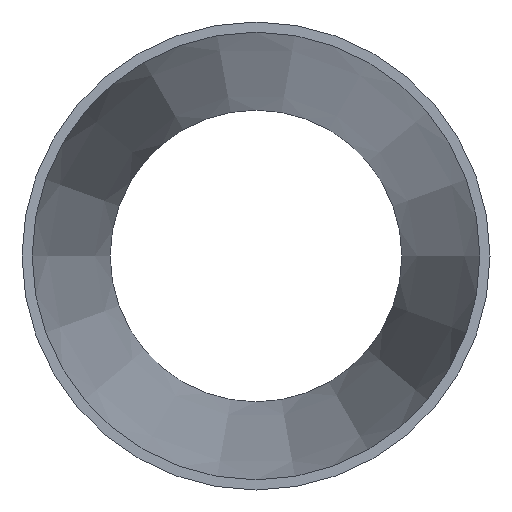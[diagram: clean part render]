
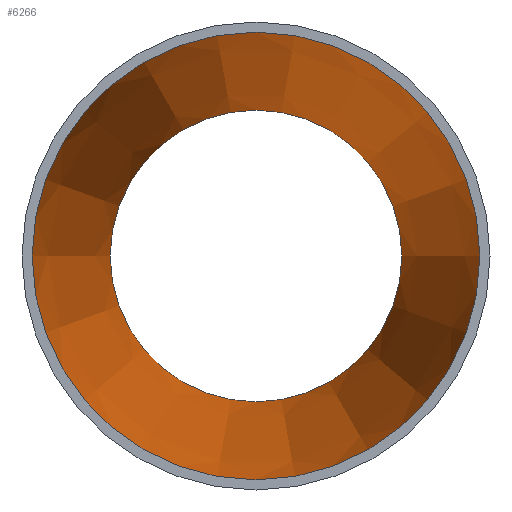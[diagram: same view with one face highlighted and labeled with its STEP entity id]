
A CAD part, left-side view. The second image highlights one B-rep face of the part: STEP entity #6266.
In plain terms, the highlighted conical face has half-angle 7.125 degrees and reference radius 30.099 mm.
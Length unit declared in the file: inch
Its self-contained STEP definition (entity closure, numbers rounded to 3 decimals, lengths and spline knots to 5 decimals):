
#89=FACE_BOUND('',#1117,.T.);
#742=FACE_OUTER_BOUND('',#1116,.T.);
#1116=EDGE_LOOP('',(#5864));
#1117=EDGE_LOOP('',(#5865));
#2445=CIRCLE('',#6595,0.935);
#2446=CIRCLE('',#6597,1.435);
#3069=VERTEX_POINT('',#13928);
#3070=VERTEX_POINT('',#13931);
#4003=EDGE_CURVE('',#3069,#3069,#2445,.T.);
#4004=EDGE_CURVE('',#3070,#3070,#2446,.T.);
#5864=ORIENTED_EDGE('',*,*,#4004,.F.);
#5865=ORIENTED_EDGE('',*,*,#4003,.T.);
#5902=CONICAL_SURFACE('',#6596,1.185,7.125);
#6266=ADVANCED_FACE('',(#742,#89),#5902,.F.);
#6595=AXIS2_PLACEMENT_3D('',#13929,#7684,#7685);
#6596=AXIS2_PLACEMENT_3D('',#13930,#7686,#7687);
#6597=AXIS2_PLACEMENT_3D('',#13932,#7688,#7689);
#7684=DIRECTION('center_axis',(1.,0.,0.));
#7685=DIRECTION('ref_axis',(0.,-1.,0.));
#7686=DIRECTION('center_axis',(-1.,0.,0.));
#7687=DIRECTION('ref_axis',(0.,-1.,0.));
#7688=DIRECTION('center_axis',(1.,0.,0.));
#7689=DIRECTION('ref_axis',(0.,-1.,0.));
#13928=CARTESIAN_POINT('',(4.,-0.935,0.));
#13929=CARTESIAN_POINT('Origin',(4.,0.,0.));
#13930=CARTESIAN_POINT('Origin',(2.,0.,0.));
#13931=CARTESIAN_POINT('',(0.,-1.435,0.));
#13932=CARTESIAN_POINT('Origin',(0.,0.,0.));
